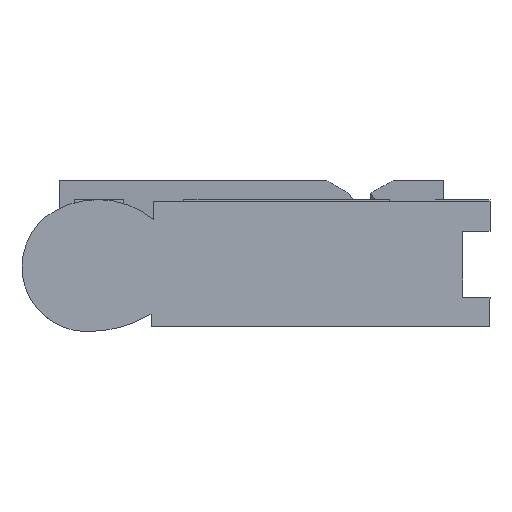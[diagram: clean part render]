
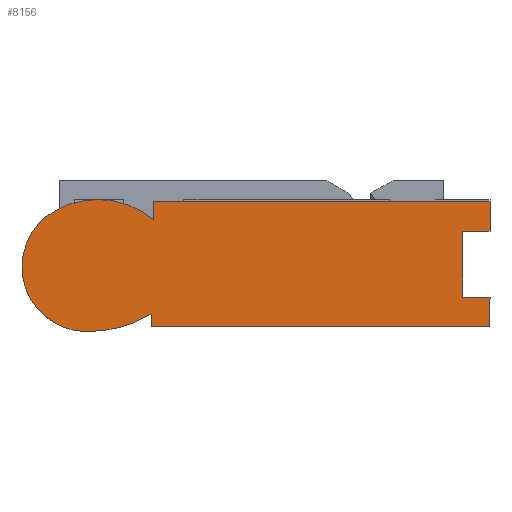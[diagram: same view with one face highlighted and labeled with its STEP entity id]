
A CAD part, top view. The second image highlights one B-rep face of the part: STEP entity #8156.
In plain terms, the highlighted planar face has unit normal (0, 0, 1).
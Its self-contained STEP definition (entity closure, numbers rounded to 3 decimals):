
#651=CIRCLE('',#8644,23.);
#653=CIRCLE('',#8647,11.75);
#655=CIRCLE('',#8650,16.);
#683=FACE_OUTER_BOUND('',#1148,.T.);
#1148=EDGE_LOOP('',(#5462,#5463,#5464,#5465,#5466,#5467,#5468,#5469,#5470,
#5471,#5472,#5473));
#1647=LINE('',#10439,#2514);
#1650=LINE('',#10445,#2517);
#1653=LINE('',#10451,#2520);
#1656=LINE('',#10457,#2523);
#1659=LINE('',#10463,#2526);
#1662=LINE('',#10469,#2529);
#1665=LINE('',#10475,#2532);
#1671=LINE('',#10499,#2538);
#1674=LINE('',#10503,#2541);
#2514=VECTOR('',#8950,10.);
#2517=VECTOR('',#8955,10.);
#2520=VECTOR('',#8960,10.);
#2523=VECTOR('',#8965,10.);
#2526=VECTOR('',#8970,10.);
#2529=VECTOR('',#8975,10.);
#2532=VECTOR('',#8980,10.);
#2538=VECTOR('',#9006,10.);
#2541=VECTOR('',#9011,10.);
#3381=VERTEX_POINT('',#10436);
#3382=VERTEX_POINT('',#10438);
#3384=VERTEX_POINT('',#10444);
#3386=VERTEX_POINT('',#10450);
#3388=VERTEX_POINT('',#10456);
#3390=VERTEX_POINT('',#10462);
#3392=VERTEX_POINT('',#10468);
#3394=VERTEX_POINT('',#10474);
#3396=VERTEX_POINT('',#10480);
#3398=VERTEX_POINT('',#10486);
#3400=VERTEX_POINT('',#10492);
#3402=VERTEX_POINT('',#10498);
#4195=EDGE_CURVE('',#3382,#3381,#1647,.T.);
#4198=EDGE_CURVE('',#3384,#3382,#1650,.T.);
#4201=EDGE_CURVE('',#3386,#3384,#1653,.T.);
#4204=EDGE_CURVE('',#3388,#3386,#1656,.T.);
#4207=EDGE_CURVE('',#3390,#3388,#1659,.T.);
#4210=EDGE_CURVE('',#3392,#3390,#1662,.T.);
#4213=EDGE_CURVE('',#3394,#3392,#1665,.T.);
#4216=EDGE_CURVE('',#3396,#3394,#651,.T.);
#4219=EDGE_CURVE('',#3398,#3396,#653,.T.);
#4222=EDGE_CURVE('',#3400,#3398,#655,.T.);
#4225=EDGE_CURVE('',#3402,#3400,#1671,.T.);
#4228=EDGE_CURVE('',#3381,#3402,#1674,.T.);
#5462=ORIENTED_EDGE('',*,*,#4228,.T.);
#5463=ORIENTED_EDGE('',*,*,#4225,.T.);
#5464=ORIENTED_EDGE('',*,*,#4222,.T.);
#5465=ORIENTED_EDGE('',*,*,#4219,.T.);
#5466=ORIENTED_EDGE('',*,*,#4216,.T.);
#5467=ORIENTED_EDGE('',*,*,#4213,.T.);
#5468=ORIENTED_EDGE('',*,*,#4210,.T.);
#5469=ORIENTED_EDGE('',*,*,#4207,.T.);
#5470=ORIENTED_EDGE('',*,*,#4204,.T.);
#5471=ORIENTED_EDGE('',*,*,#4201,.T.);
#5472=ORIENTED_EDGE('',*,*,#4198,.T.);
#5473=ORIENTED_EDGE('',*,*,#4195,.T.);
#7865=PLANE('',#8653);
#8156=ADVANCED_FACE('',(#683),#7865,.T.);
#8644=AXIS2_PLACEMENT_3D('',#10481,#8986,#8987);
#8647=AXIS2_PLACEMENT_3D('',#10487,#8993,#8994);
#8650=AXIS2_PLACEMENT_3D('',#10493,#9000,#9001);
#8653=AXIS2_PLACEMENT_3D('',#10504,#9012,#9013);
#8950=DIRECTION('',(0.,1.,0.));
#8955=DIRECTION('',(1.,0.,0.));
#8960=DIRECTION('',(0.,1.,0.));
#8965=DIRECTION('',(-1.,0.,0.));
#8970=DIRECTION('',(0.,1.,0.));
#8975=DIRECTION('',(1.,0.,0.));
#8980=DIRECTION('',(0.,-1.,0.));
#8986=DIRECTION('center_axis',(0.,0.,1.));
#8987=DIRECTION('ref_axis',(-0.015,-1.,0.));
#8993=DIRECTION('center_axis',(0.,0.,1.));
#8994=DIRECTION('ref_axis',(-0.486,0.874,0.));
#9000=DIRECTION('center_axis',(0.,0.,1.));
#9001=DIRECTION('ref_axis',(0.637,0.771,0.));
#9006=DIRECTION('',(0.,-1.,0.));
#9011=DIRECTION('',(-1.,0.,0.));
#9012=DIRECTION('center_axis',(0.,0.,1.));
#9013=DIRECTION('ref_axis',(1.,0.,0.));
#10436=CARTESIAN_POINT('',(85.25,-0.41,1.5));
#10438=CARTESIAN_POINT('',(85.25,-5.785,1.5));
#10439=CARTESIAN_POINT('',(85.25,-5.785,1.5));
#10444=CARTESIAN_POINT('',(80.25,-5.785,1.5));
#10445=CARTESIAN_POINT('',(80.25,-5.785,1.5));
#10450=CARTESIAN_POINT('',(80.25,-17.785,1.5));
#10451=CARTESIAN_POINT('',(80.25,-17.785,1.5));
#10456=CARTESIAN_POINT('',(85.25,-17.785,1.5));
#10457=CARTESIAN_POINT('',(85.25,-17.785,1.5));
#10462=CARTESIAN_POINT('',(85.25,-23.16,1.5));
#10463=CARTESIAN_POINT('',(85.25,-23.16,1.5));
#10468=CARTESIAN_POINT('',(23.5,-23.16,1.5));
#10469=CARTESIAN_POINT('',(23.5,-23.16,1.5));
#10474=CARTESIAN_POINT('',(23.5,-20.91,1.5));
#10475=CARTESIAN_POINT('',(23.5,-20.91,1.5));
#10480=CARTESIAN_POINT('',(11.57,-24.034,1.5));
#10481=CARTESIAN_POINT('Origin',(11.923,-1.037,1.5));
#10486=CARTESIAN_POINT('',(6.041,-2.016,1.5));
#10487=CARTESIAN_POINT('Origin',(11.75,-12.285,1.5));
#10492=CARTESIAN_POINT('',(24.,-3.66,1.5));
#10493=CARTESIAN_POINT('Origin',(13.815,-16.,1.5));
#10498=CARTESIAN_POINT('',(24.,-0.41,1.5));
#10499=CARTESIAN_POINT('',(24.,-0.41,1.5));
#10503=CARTESIAN_POINT('',(85.25,-0.41,1.5));
#10504=CARTESIAN_POINT('Origin',(42.625,-12.018,1.5));
